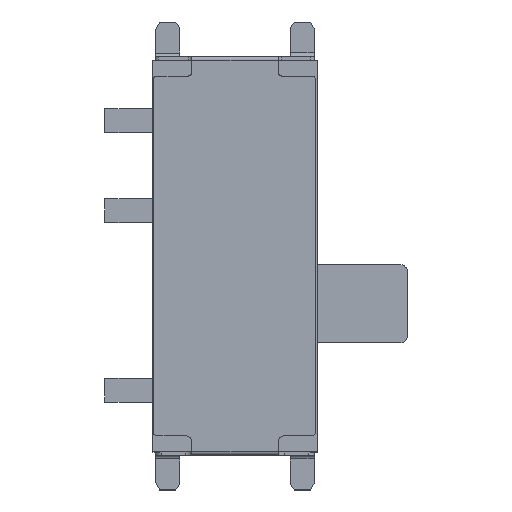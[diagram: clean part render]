
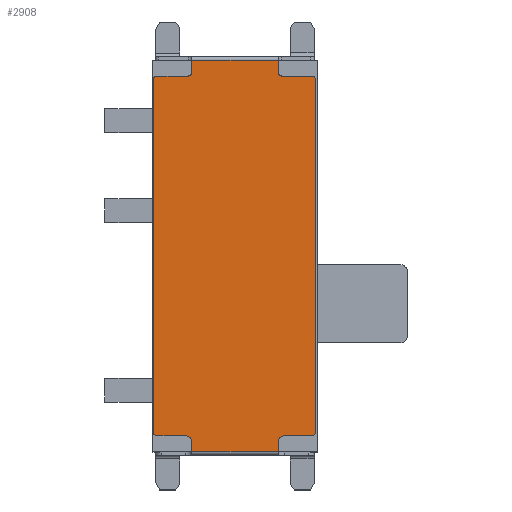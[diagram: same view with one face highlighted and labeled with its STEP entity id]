
A CAD part, top view. The second image highlights one B-rep face of the part: STEP entity #2908.
In plain terms, the highlighted planar face has unit normal (0, 0, 1).
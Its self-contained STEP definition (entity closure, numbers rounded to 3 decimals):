
#49=CIRCLE('',#3029,0.056);
#50=CIRCLE('',#3030,0.056);
#51=CIRCLE('',#3031,0.056);
#52=CIRCLE('',#3032,0.056);
#53=CIRCLE('',#3033,0.056);
#54=CIRCLE('',#3034,0.056);
#55=CIRCLE('',#3035,0.1);
#56=CIRCLE('',#3036,0.1);
#103=ORIENTED_EDGE('',*,*,#729,.T.);
#104=ORIENTED_EDGE('',*,*,#730,.T.);
#105=ORIENTED_EDGE('',*,*,#731,.F.);
#106=ORIENTED_EDGE('',*,*,#732,.T.);
#107=ORIENTED_EDGE('',*,*,#733,.T.);
#108=ORIENTED_EDGE('',*,*,#734,.T.);
#109=ORIENTED_EDGE('',*,*,#735,.T.);
#110=ORIENTED_EDGE('',*,*,#736,.T.);
#111=ORIENTED_EDGE('',*,*,#737,.T.);
#112=ORIENTED_EDGE('',*,*,#738,.T.);
#113=ORIENTED_EDGE('',*,*,#739,.T.);
#114=ORIENTED_EDGE('',*,*,#740,.T.);
#115=ORIENTED_EDGE('',*,*,#741,.F.);
#116=ORIENTED_EDGE('',*,*,#742,.T.);
#117=ORIENTED_EDGE('',*,*,#743,.T.);
#118=ORIENTED_EDGE('',*,*,#744,.T.);
#119=ORIENTED_EDGE('',*,*,#745,.T.);
#120=ORIENTED_EDGE('',*,*,#746,.T.);
#121=ORIENTED_EDGE('',*,*,#747,.T.);
#122=ORIENTED_EDGE('',*,*,#748,.T.);
#729=EDGE_CURVE('',#1042,#1043,#1250,.T.);
#730=EDGE_CURVE('',#1043,#1044,#49,.F.);
#731=EDGE_CURVE('',#1045,#1044,#1251,.T.);
#732=EDGE_CURVE('',#1045,#1046,#50,.F.);
#733=EDGE_CURVE('',#1046,#1047,#1252,.T.);
#734=EDGE_CURVE('',#1047,#1048,#51,.T.);
#735=EDGE_CURVE('',#1048,#1049,#1253,.T.);
#736=EDGE_CURVE('',#1049,#1050,#1254,.F.);
#737=EDGE_CURVE('',#1050,#1051,#1255,.T.);
#738=EDGE_CURVE('',#1051,#1052,#52,.T.);
#739=EDGE_CURVE('',#1052,#1053,#1256,.T.);
#740=EDGE_CURVE('',#1053,#1054,#53,.F.);
#741=EDGE_CURVE('',#1055,#1054,#1257,.T.);
#742=EDGE_CURVE('',#1055,#1056,#54,.F.);
#743=EDGE_CURVE('',#1056,#1057,#1258,.T.);
#744=EDGE_CURVE('',#1057,#1058,#55,.T.);
#745=EDGE_CURVE('',#1058,#1059,#1259,.T.);
#746=EDGE_CURVE('',#1059,#1060,#1260,.F.);
#747=EDGE_CURVE('',#1060,#1061,#1261,.T.);
#748=EDGE_CURVE('',#1061,#1042,#56,.T.);
#1042=VERTEX_POINT('',#3799);
#1043=VERTEX_POINT('',#3800);
#1044=VERTEX_POINT('',#3802);
#1045=VERTEX_POINT('',#3804);
#1046=VERTEX_POINT('',#3806);
#1047=VERTEX_POINT('',#3808);
#1048=VERTEX_POINT('',#3810);
#1049=VERTEX_POINT('',#3812);
#1050=VERTEX_POINT('',#3814);
#1051=VERTEX_POINT('',#3816);
#1052=VERTEX_POINT('',#3818);
#1053=VERTEX_POINT('',#3820);
#1054=VERTEX_POINT('',#3822);
#1055=VERTEX_POINT('',#3824);
#1056=VERTEX_POINT('',#3826);
#1057=VERTEX_POINT('',#3828);
#1058=VERTEX_POINT('',#3830);
#1059=VERTEX_POINT('',#3832);
#1060=VERTEX_POINT('',#3834);
#1061=VERTEX_POINT('',#3836);
#1250=LINE('',#3798,#1509);
#1251=LINE('',#3803,#1510);
#1252=LINE('',#3807,#1511);
#1253=LINE('',#3811,#1512);
#1254=LINE('',#3813,#1513);
#1255=LINE('',#3815,#1514);
#1256=LINE('',#3819,#1515);
#1257=LINE('',#3823,#1516);
#1258=LINE('',#3827,#1517);
#1259=LINE('',#3831,#1518);
#1260=LINE('',#3833,#1519);
#1261=LINE('',#3835,#1520);
#1509=VECTOR('',#3201,1000.);
#1510=VECTOR('',#3204,1000.);
#1511=VECTOR('',#3207,1000.);
#1512=VECTOR('',#3210,1000.);
#1513=VECTOR('',#3211,1000.);
#1514=VECTOR('',#3212,1000.);
#1515=VECTOR('',#3215,1000.);
#1516=VECTOR('',#3218,1000.);
#1517=VECTOR('',#3221,1000.);
#1518=VECTOR('',#3224,1000.);
#1519=VECTOR('',#3225,1000.);
#1520=VECTOR('',#3226,1000.);
#1768=EDGE_LOOP('',(#103,#104,#105,#106,#107,#108,#109,#110,#111,#112,#113,
#114,#115,#116,#117,#118,#119,#120,#121,#122));
#1891=FACE_BOUND('',#1768,.T.);
#2014=PLANE('',#3028);
#2908=ADVANCED_FACE('',(#1891),#2014,.F.);
#3028=AXIS2_PLACEMENT_3D('',#3797,#3199,#3200);
#3029=AXIS2_PLACEMENT_3D('',#3801,#3202,#3203);
#3030=AXIS2_PLACEMENT_3D('',#3805,#3205,#3206);
#3031=AXIS2_PLACEMENT_3D('',#3809,#3208,#3209);
#3032=AXIS2_PLACEMENT_3D('',#3817,#3213,#3214);
#3033=AXIS2_PLACEMENT_3D('',#3821,#3216,#3217);
#3034=AXIS2_PLACEMENT_3D('',#3825,#3219,#3220);
#3035=AXIS2_PLACEMENT_3D('',#3829,#3222,#3223);
#3036=AXIS2_PLACEMENT_3D('',#3837,#3227,#3228);
#3199=DIRECTION('',(0.,0.,-1.));
#3200=DIRECTION('',(-1.,0.,0.));
#3201=DIRECTION('',(1.,0.,0.));
#3202=DIRECTION('',(0.,0.,-1.));
#3203=DIRECTION('',(-1.,0.,0.));
#3204=DIRECTION('',(0.,-1.,0.));
#3205=DIRECTION('',(0.,0.,-1.));
#3206=DIRECTION('',(-1.,0.,0.));
#3207=DIRECTION('',(-1.,0.,0.));
#3208=DIRECTION('',(0.,0.,-1.));
#3209=DIRECTION('',(-1.,0.,0.));
#3210=DIRECTION('',(0.,1.,0.));
#3211=DIRECTION('',(1.,0.,0.));
#3212=DIRECTION('',(0.,-1.,0.));
#3213=DIRECTION('',(0.,0.,-1.));
#3214=DIRECTION('',(-1.,0.,0.));
#3215=DIRECTION('',(-1.,0.,0.));
#3216=DIRECTION('',(0.,0.,-1.));
#3217=DIRECTION('',(-1.,0.,0.));
#3218=DIRECTION('',(0.,1.,0.));
#3219=DIRECTION('',(0.,0.,-1.));
#3220=DIRECTION('',(-1.,0.,0.));
#3221=DIRECTION('',(1.,0.,0.));
#3222=DIRECTION('',(0.,0.,-1.));
#3223=DIRECTION('',(-1.,0.,0.));
#3224=DIRECTION('',(0.,-1.,0.));
#3225=DIRECTION('',(-1.,0.,0.));
#3226=DIRECTION('',(0.,1.,0.));
#3227=DIRECTION('',(0.,0.,-1.));
#3228=DIRECTION('',(-1.,0.,0.));
#3797=CARTESIAN_POINT('',(0.,0.,1.417));
#3798=CARTESIAN_POINT('',(1.136,-3.002,1.417));
#3799=CARTESIAN_POINT('',(0.823,-3.002,1.417));
#3800=CARTESIAN_POINT('',(1.285,-3.002,1.417));
#3801=CARTESIAN_POINT('',(1.285,-2.946,1.417));
#3802=CARTESIAN_POINT('',(1.34,-2.946,1.417));
#3803=CARTESIAN_POINT('',(1.34,0.,1.417));
#3804=CARTESIAN_POINT('',(1.34,2.946,1.417));
#3805=CARTESIAN_POINT('',(1.285,2.946,1.417));
#3806=CARTESIAN_POINT('',(1.285,3.002,1.417));
#3807=CARTESIAN_POINT('',(1.136,3.002,1.417));
#3808=CARTESIAN_POINT('',(0.779,3.002,1.417));
#3809=CARTESIAN_POINT('',(0.779,3.058,1.417));
#3810=CARTESIAN_POINT('',(0.723,3.058,1.417));
#3811=CARTESIAN_POINT('',(0.723,3.002,1.417));
#3812=CARTESIAN_POINT('',(0.723,3.269,1.417));
#3813=CARTESIAN_POINT('',(-0.723,3.269,1.417));
#3814=CARTESIAN_POINT('',(-0.723,3.269,1.417));
#3815=CARTESIAN_POINT('',(-0.723,3.002,1.417));
#3816=CARTESIAN_POINT('',(-0.723,3.058,1.417));
#3817=CARTESIAN_POINT('',(-0.779,3.058,1.417));
#3818=CARTESIAN_POINT('',(-0.779,3.002,1.417));
#3819=CARTESIAN_POINT('',(-1.34,3.002,1.417));
#3820=CARTESIAN_POINT('',(-1.306,3.002,1.417));
#3821=CARTESIAN_POINT('',(-1.306,2.946,1.417));
#3822=CARTESIAN_POINT('',(-1.362,2.946,1.417));
#3823=CARTESIAN_POINT('',(-1.362,0.,1.417));
#3824=CARTESIAN_POINT('',(-1.362,-2.946,1.417));
#3825=CARTESIAN_POINT('',(-1.306,-2.946,1.417));
#3826=CARTESIAN_POINT('',(-1.306,-3.002,1.417));
#3827=CARTESIAN_POINT('',(-1.136,-3.002,1.417));
#3828=CARTESIAN_POINT('',(-0.823,-3.002,1.417));
#3829=CARTESIAN_POINT('',(-0.823,-3.102,1.417));
#3830=CARTESIAN_POINT('',(-0.723,-3.102,1.417));
#3831=CARTESIAN_POINT('',(-0.723,-3.002,1.417));
#3832=CARTESIAN_POINT('',(-0.723,-3.269,1.417));
#3833=CARTESIAN_POINT('',(0.723,-3.269,1.417));
#3834=CARTESIAN_POINT('',(0.723,-3.269,1.417));
#3835=CARTESIAN_POINT('',(0.723,-3.002,1.417));
#3836=CARTESIAN_POINT('',(0.723,-3.102,1.417));
#3837=CARTESIAN_POINT('',(0.823,-3.102,1.417));
